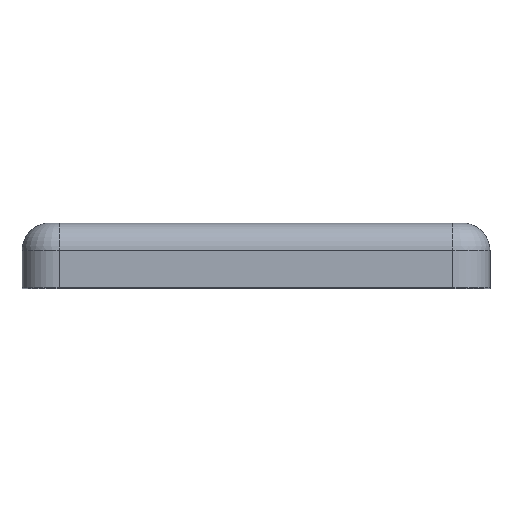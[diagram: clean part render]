
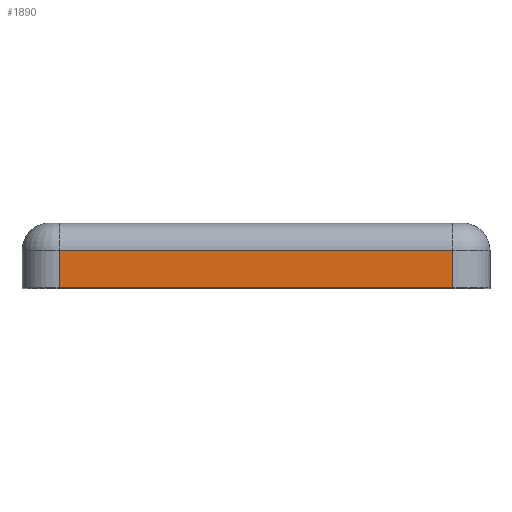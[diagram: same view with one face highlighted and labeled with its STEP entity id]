
A CAD part, top view. The second image highlights one B-rep face of the part: STEP entity #1890.
In plain terms, the highlighted planar face has unit normal (0, 0, 1).
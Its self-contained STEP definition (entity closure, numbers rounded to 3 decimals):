
#148 = DIRECTION ( 'NONE',  ( 0., -1., 0. ) ) ;
#177 = CARTESIAN_POINT ( 'NONE',  ( 10.05, -1.1, 17.55 ) ) ;
#197 = ORIENTED_EDGE ( 'NONE', *, *, #2353, .T. ) ;
#310 = ORIENTED_EDGE ( 'NONE', *, *, #624, .F. ) ;
#389 = EDGE_CURVE ( 'NONE', #1060, #811, #1768, .T. ) ;
#411 = AXIS2_PLACEMENT_3D ( 'NONE', #1836, #1610, #2180 ) ;
#509 = LINE ( 'NONE', #1829, #1604 ) ;
#624 = EDGE_CURVE ( 'NONE', #718, #707, #705, .T. ) ;
#705 = LINE ( 'NONE', #1864, #826 ) ;
#707 = VERTEX_POINT ( 'NONE', #735 ) ;
#718 = VERTEX_POINT ( 'NONE', #1688 ) ;
#735 = CARTESIAN_POINT ( 'NONE',  ( -10.05, -3., 17.55 ) ) ;
#811 = VERTEX_POINT ( 'NONE', #976 ) ;
#826 = VECTOR ( 'NONE', #831, 1000. ) ;
#831 = DIRECTION ( 'NONE',  ( -1., 0., 0. ) ) ;
#961 = ORIENTED_EDGE ( 'NONE', *, *, #389, .T. ) ;
#976 = CARTESIAN_POINT ( 'NONE',  ( -10.05, -1.1, 17.55 ) ) ;
#1011 = CARTESIAN_POINT ( 'NONE',  ( -10.05, 0.3, 17.55 ) ) ;
#1060 = VERTEX_POINT ( 'NONE', #2061 ) ;
#1280 = FACE_OUTER_BOUND ( 'NONE', #2276, .T. ) ;
#1558 = DIRECTION ( 'NONE',  ( 0., -1., 0. ) ) ;
#1604 = VECTOR ( 'NONE', #148, 1000. ) ;
#1610 = DIRECTION ( 'NONE',  ( 0., 0., 1. ) ) ;
#1627 = EDGE_CURVE ( 'NONE', #1060, #718, #509, .T. ) ;
#1688 = CARTESIAN_POINT ( 'NONE',  ( 10.05, -3., 17.55 ) ) ;
#1768 = LINE ( 'NONE', #177, #2348 ) ;
#1813 = LINE ( 'NONE', #1011, #2415 ) ;
#1829 = CARTESIAN_POINT ( 'NONE',  ( 10.05, 0.3, 17.55 ) ) ;
#1836 = CARTESIAN_POINT ( 'NONE',  ( 10.05, 0.3, 17.55 ) ) ;
#1864 = CARTESIAN_POINT ( 'NONE',  ( 10.05, -3., 17.55 ) ) ;
#1890 = ADVANCED_FACE ( 'NONE', ( #1280 ), #2203, .T. ) ;
#2061 = CARTESIAN_POINT ( 'NONE',  ( 10.05, -1.1, 17.55 ) ) ;
#2180 = DIRECTION ( 'NONE',  ( -1., 0., 0. ) ) ;
#2203 = PLANE ( 'NONE',  #411 ) ;
#2255 = DIRECTION ( 'NONE',  ( -1., 0., 0. ) ) ;
#2276 = EDGE_LOOP ( 'NONE', ( #310, #2373, #961, #197 ) ) ;
#2348 = VECTOR ( 'NONE', #2255, 1000. ) ;
#2353 = EDGE_CURVE ( 'NONE', #811, #707, #1813, .T. ) ;
#2373 = ORIENTED_EDGE ( 'NONE', *, *, #1627, .F. ) ;
#2415 = VECTOR ( 'NONE', #1558, 1000. ) ;
